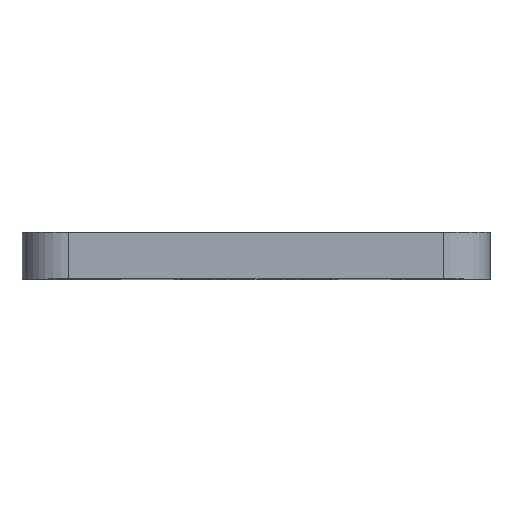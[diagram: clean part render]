
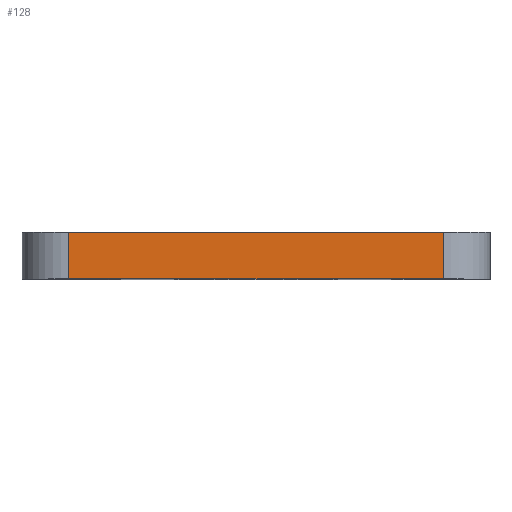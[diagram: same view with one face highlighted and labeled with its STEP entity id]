
A CAD part, top view. The second image highlights one B-rep face of the part: STEP entity #128.
In plain terms, the highlighted planar face has unit normal (0, 0, 1).
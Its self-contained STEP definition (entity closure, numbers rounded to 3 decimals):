
#35 = FACE_OUTER_BOUND ( 'NONE', #84, .T. ) ;
#40 = VERTEX_POINT ( 'NONE', #672 ) ;
#84 = EDGE_LOOP ( 'NONE', ( #980, #586, #726, #158 ) ) ;
#94 = DIRECTION ( 'NONE',  ( 1., 0., 0. ) ) ;
#104 = VECTOR ( 'NONE', #343, 1000. ) ;
#118 = CARTESIAN_POINT ( 'NONE',  ( 0., 4., 20. ) ) ;
#128 = ADVANCED_FACE ( 'NONE', ( #35 ), #552, .T. ) ;
#141 = CARTESIAN_POINT ( 'NONE',  ( 16., 0., 20. ) ) ;
#158 = ORIENTED_EDGE ( 'NONE', *, *, #468, .T. ) ;
#193 = VECTOR ( 'NONE', #505, 1000. ) ;
#206 = LINE ( 'NONE', #645, #646 ) ;
#236 = VERTEX_POINT ( 'NONE', #322 ) ;
#293 = LINE ( 'NONE', #118, #104 ) ;
#322 = CARTESIAN_POINT ( 'NONE',  ( 16., 4., 20. ) ) ;
#343 = DIRECTION ( 'NONE',  ( -1., 0., 0. ) ) ;
#449 = AXIS2_PLACEMENT_3D ( 'NONE', #689, #690, #94 ) ;
#468 = EDGE_CURVE ( 'NONE', #654, #40, #910, .T. ) ;
#505 = DIRECTION ( 'NONE',  ( 0., -1., 0. ) ) ;
#534 = VERTEX_POINT ( 'NONE', #141 ) ;
#552 = PLANE ( 'NONE',  #449 ) ;
#584 = DIRECTION ( 'NONE',  ( -1., 0., 0. ) ) ;
#586 = ORIENTED_EDGE ( 'NONE', *, *, #912, .F. ) ;
#616 = CARTESIAN_POINT ( 'NONE',  ( -16., 4., 20. ) ) ;
#645 = CARTESIAN_POINT ( 'NONE',  ( 16., 4., 20. ) ) ;
#646 = VECTOR ( 'NONE', #796, 1000. ) ;
#654 = VERTEX_POINT ( 'NONE', #616 ) ;
#669 = VECTOR ( 'NONE', #584, 1000. ) ;
#672 = CARTESIAN_POINT ( 'NONE',  ( -16., 0., 20. ) ) ;
#689 = CARTESIAN_POINT ( 'NONE',  ( 0., 4., 20. ) ) ;
#690 = DIRECTION ( 'NONE',  ( 0., 0., 1. ) ) ;
#726 = ORIENTED_EDGE ( 'NONE', *, *, #794, .T. ) ;
#738 = CARTESIAN_POINT ( 'NONE',  ( 0., 0., 20. ) ) ;
#794 = EDGE_CURVE ( 'NONE', #236, #654, #293, .T. ) ;
#796 = DIRECTION ( 'NONE',  ( 0., -1., 0. ) ) ;
#868 = LINE ( 'NONE', #738, #669 ) ;
#889 = EDGE_CURVE ( 'NONE', #534, #40, #868, .T. ) ;
#910 = LINE ( 'NONE', #957, #193 ) ;
#912 = EDGE_CURVE ( 'NONE', #236, #534, #206, .T. ) ;
#957 = CARTESIAN_POINT ( 'NONE',  ( -16., 4., 20. ) ) ;
#980 = ORIENTED_EDGE ( 'NONE', *, *, #889, .F. ) ;
